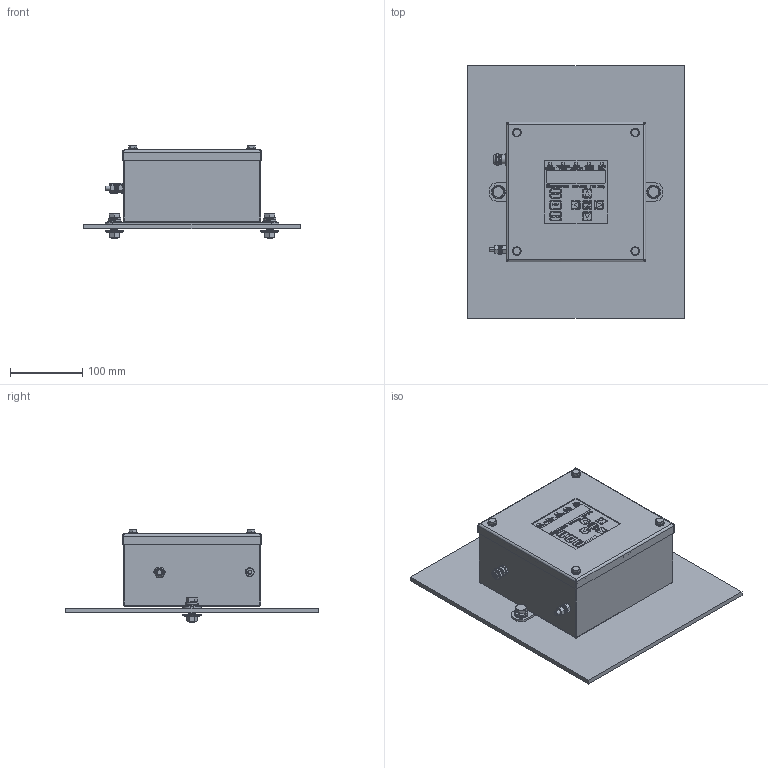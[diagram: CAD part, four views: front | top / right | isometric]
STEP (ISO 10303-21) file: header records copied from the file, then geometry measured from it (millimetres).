
FILE_DESCRIPTION((''),'2;1');
FILE_NAME('REMOTE-UIC_ASM','2022-08-02T15:33:03',('dfuhrer'),(''),'CREO PARAMETRIC BY PTC INC, 2019292','CREO PARAMETRIC BY PTC INC, 2019292','');
FILE_SCHEMA(('CONFIG_CONTROL_DESIGN','SHAPE_APPEARANCE_LAYERS_GROUPS'));
Products named in the file (33): 104-5801_1; 254-8008; 104-5801_2; 104-5801_2_ASM; WASHER_M6_ISO7089; ISO_4018_-_M6_X_16-WS_ISO_4018_; WASHER_M6_THRD; 227918; 227914; 227913; 227915; 227916; 227917; 228914_M6_EARTH_STUD_ASM; 104-5801_ASM; 514188; 6000_DISPLAY_ASM; REMOTE_UIC_CK_ASM; HSKMEMVE1616120050Z; HSKMEMVE1616120050U; HSKMEMVE1616120050K; HSKMEMVE1616120050D; HSKMEMVE1616120050OR; CG_M12_HUMMEL_ASM; CABLEGLANDNUT12MM; 6100_UIC_ENCL_WALL; 93190A625_SUPER-CORROSION-RESIS; 92147A031_316_STAINLESS_STEEL_S; 90107A127_316_STAINLESS_STEEL_W; 93850A320_TYPE_18-8_STAINLESS_S; 75122_STP; RMT_UIC_MNT_HRDWR_ASM; REMOTE-UIC_ASM
Assembly tree (49 placements, depth 4):
  REMOTE-UIC_ASM
    104-5801_ASM
      104-5801_1
      254-8008
      104-5801_2_ASM
        104-5801_2
      WASHER_M6_ISO7089  x4
      ISO_4018_-_M6_X_16-WS_ISO_4018_  x4
      WASHER_M6_THRD  x4
      228914_M6_EARTH_STUD_ASM
        227918
        227914  x3
        227913  x2
        227915  x4
        227916  x2
        227917
    REMOTE_UIC_CK_ASM
      6000_DISPLAY_ASM
        514188
    CG_M12_HUMMEL_ASM
      HSKMEMVE1616120050Z
      HSKMEMVE1616120050U
      HSKMEMVE1616120050K
      HSKMEMVE1616120050D
      HSKMEMVE1616120050OR
    CABLEGLANDNUT12MM
    6100_UIC_ENCL_WALL
    RMT_UIC_MNT_HRDWR_ASM  x2
      93190A625_SUPER-CORROSION-RESIS
      92147A031_316_STAINLESS_STEEL_S
      90107A127_316_STAINLESS_STEEL_W
      93850A320_TYPE_18-8_STAINLESS_S
      75122_STP
Bounding box: 300 x 350 x 128.52 mm (x, y, z)
Volume: 940505.8 mm3; surface area: 587430.1 mm2
Topology: 69 solids, 81 shells, 4793 faces, 12934 edges, 8502 vertices
Faces by surface type: plane 3671, cylinder 670, cone 392, torus 34, bspline 18, sphere 8
Entity records: 175568 total; most frequent: CARTESIAN_POINT 39240, ORIENTED_EDGE 22860, DIRECTION 20876, EDGE_CURVE 11434, VECTOR 9908, LINE 9908, VERTEX_POINT 7560, AXIS2_PLACEMENT_3D 5484
